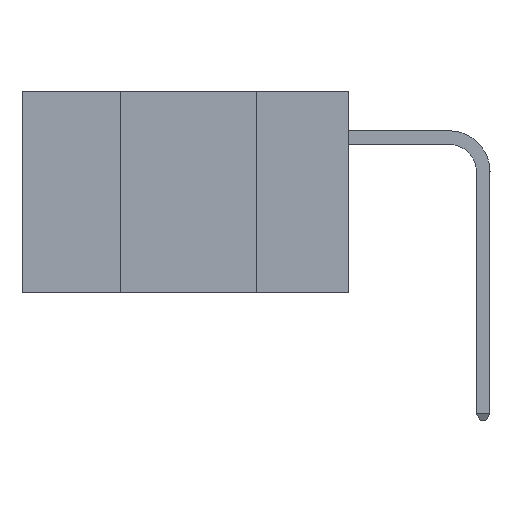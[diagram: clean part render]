
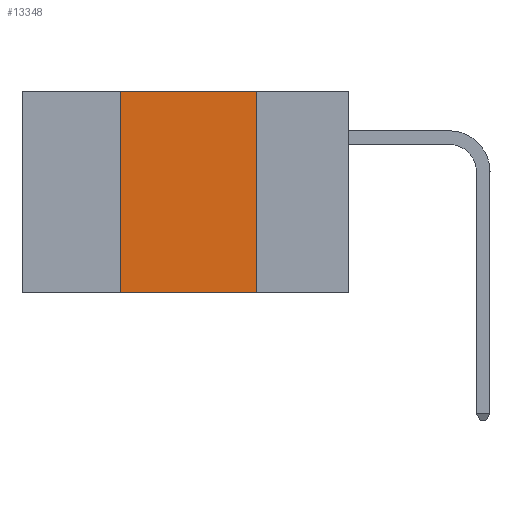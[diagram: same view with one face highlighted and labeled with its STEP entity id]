
A CAD part, left-side view. The second image highlights one B-rep face of the part: STEP entity #13348.
In plain terms, the highlighted planar face has unit normal (-1, 0, 0).
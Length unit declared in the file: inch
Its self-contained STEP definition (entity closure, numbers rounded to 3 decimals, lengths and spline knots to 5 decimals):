
#112 = VERTEX_POINT ( 'NONE', #13231 ) ;
#1686 = ORIENTED_EDGE ( 'NONE', *, *, #14835, .T. ) ;
#1849 = CARTESIAN_POINT ( 'NONE',  ( 0., 0.17, 0. ) ) ;
#2993 = CARTESIAN_POINT ( 'NONE',  ( 0., 0.42, 0. ) ) ;
#3329 = VERTEX_POINT ( 'NONE', #11984 ) ;
#4711 = LINE ( 'NONE', #14856, #8220 ) ;
#4799 = EDGE_CURVE ( 'NONE', #7915, #112, #6527, .T. ) ;
#5739 = PLANE ( 'NONE',  #6453 ) ;
#5799 = DIRECTION ( 'NONE',  ( 0., 0., -1. ) ) ;
#6453 = AXIS2_PLACEMENT_3D ( 'NONE', #14896, #16145, #8405 ) ;
#6527 = LINE ( 'NONE', #1849, #6933 ) ;
#6530 = EDGE_CURVE ( 'NONE', #13298, #7915, #16984, .T. ) ;
#6933 = VECTOR ( 'NONE', #5799, 39.37008 ) ;
#7538 = CARTESIAN_POINT ( 'NONE',  ( 0., 0.6, 0. ) ) ;
#7844 = DIRECTION ( 'NONE',  ( 0., -1., 0. ) ) ;
#7915 = VERTEX_POINT ( 'NONE', #10863 ) ;
#8220 = VECTOR ( 'NONE', #12260, 39.37008 ) ;
#8405 = DIRECTION ( 'NONE',  ( 0., 0., -1. ) ) ;
#9215 = FACE_OUTER_BOUND ( 'NONE', #9972, .T. ) ;
#9808 = VECTOR ( 'NONE', #10054, 39.37008 ) ;
#9812 = ORIENTED_EDGE ( 'NONE', *, *, #6530, .F. ) ;
#9972 = EDGE_LOOP ( 'NONE', ( #16282, #9812, #14380, #1686 ) ) ;
#10054 = DIRECTION ( 'NONE',  ( 0., -1., 0. ) ) ;
#10863 = CARTESIAN_POINT ( 'NONE',  ( 0., 0.17, 0. ) ) ;
#11984 = CARTESIAN_POINT ( 'NONE',  ( 0., 0.42, -0.37 ) ) ;
#12260 = DIRECTION ( 'NONE',  ( 0., 0., 1. ) ) ;
#12427 = EDGE_CURVE ( 'NONE', #3329, #13298, #4711, .T. ) ;
#13231 = CARTESIAN_POINT ( 'NONE',  ( 0., 0.17, -0.37 ) ) ;
#13298 = VERTEX_POINT ( 'NONE', #2993 ) ;
#13348 = ADVANCED_FACE ( 'NONE', ( #9215 ), #5739, .F. ) ;
#14380 = ORIENTED_EDGE ( 'NONE', *, *, #12427, .F. ) ;
#14835 = EDGE_CURVE ( 'NONE', #3329, #112, #15822, .T. ) ;
#14856 = CARTESIAN_POINT ( 'NONE',  ( 0., 0.42, 0. ) ) ;
#14896 = CARTESIAN_POINT ( 'NONE',  ( 0., 0.6, 0. ) ) ;
#15626 = CARTESIAN_POINT ( 'NONE',  ( 0., 0.6, -0.37 ) ) ;
#15822 = LINE ( 'NONE', #15626, #16200 ) ;
#16145 = DIRECTION ( 'NONE',  ( 1., 0., 0. ) ) ;
#16200 = VECTOR ( 'NONE', #7844, 39.37008 ) ;
#16282 = ORIENTED_EDGE ( 'NONE', *, *, #4799, .F. ) ;
#16984 = LINE ( 'NONE', #7538, #9808 ) ;
